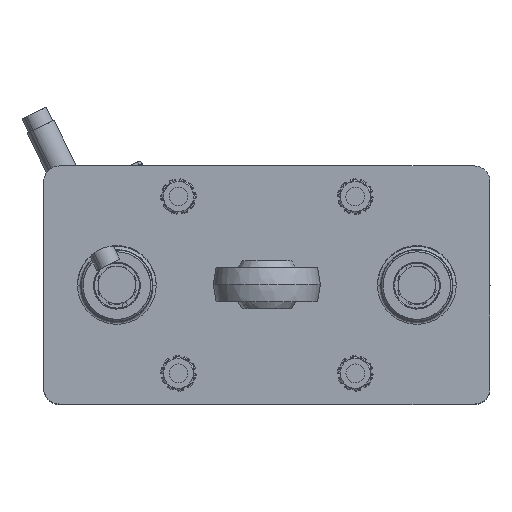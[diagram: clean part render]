
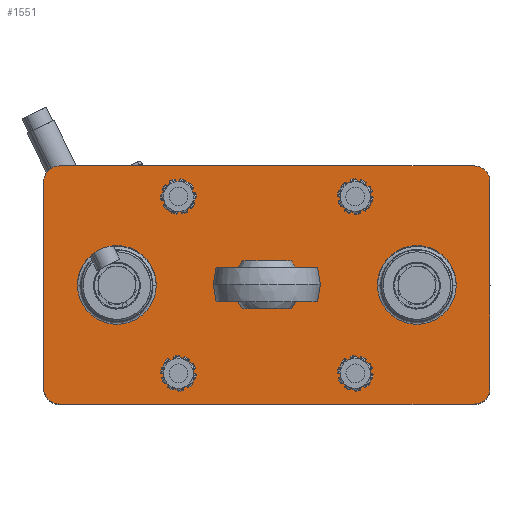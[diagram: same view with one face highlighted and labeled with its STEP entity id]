
A CAD part, front view. The second image highlights one B-rep face of the part: STEP entity #1551.
In plain terms, the highlighted planar face has unit normal (0, -1, 0.001).
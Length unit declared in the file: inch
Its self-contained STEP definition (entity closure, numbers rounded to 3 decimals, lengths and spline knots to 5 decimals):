
#1551=ADVANCED_FACE('',(#3629,#2706,#2707),#35536,.T.);
#2706=FACE_BOUND('',#5637,.T.);
#2707=FACE_BOUND('',#5638,.T.);
#3629=FACE_OUTER_BOUND('',#5636,.T.);
#5636=EDGE_LOOP('',(#11262,#11263,#11264,#11265,#11266,#11267,#11268,#11269));
#5637=EDGE_LOOP('',(#11270,#11271));
#5638=EDGE_LOOP('',(#11272,#11273));
#11262=ORIENTED_EDGE('',*,*,#19301,.F.);
#11263=ORIENTED_EDGE('',*,*,#19302,.F.);
#11264=ORIENTED_EDGE('',*,*,#19303,.F.);
#11265=ORIENTED_EDGE('',*,*,#19304,.F.);
#11266=ORIENTED_EDGE('',*,*,#19305,.F.);
#11267=ORIENTED_EDGE('',*,*,#19306,.F.);
#11268=ORIENTED_EDGE('',*,*,#19307,.F.);
#11269=ORIENTED_EDGE('',*,*,#19308,.F.);
#11270=ORIENTED_EDGE('',*,*,#19309,.T.);
#11271=ORIENTED_EDGE('',*,*,#19310,.T.);
#11272=ORIENTED_EDGE('',*,*,#19311,.T.);
#11273=ORIENTED_EDGE('',*,*,#19312,.T.);
#19301=EDGE_CURVE('',#31693,#31694,#27477,.T.);
#19302=EDGE_CURVE('',#31695,#31693,#24286,.T.);
#19303=EDGE_CURVE('',#31696,#31695,#27478,.T.);
#19304=EDGE_CURVE('',#31697,#31696,#24287,.T.);
#19305=EDGE_CURVE('',#31698,#31697,#27479,.T.);
#19306=EDGE_CURVE('',#31699,#31698,#24288,.T.);
#19307=EDGE_CURVE('',#31700,#31699,#27480,.T.);
#19308=EDGE_CURVE('',#31694,#31700,#24289,.T.);
#19309=EDGE_CURVE('',#31701,#31702,#27481,.T.);
#19310=EDGE_CURVE('',#31702,#31701,#27482,.T.);
#19311=EDGE_CURVE('',#31703,#31704,#27483,.T.);
#19312=EDGE_CURVE('',#31704,#31703,#27484,.T.);
#24286=B_SPLINE_CURVE_WITH_KNOTS('',1,(#61740,#61741),.UNSPECIFIED.,.F.,
 .F.,(2,2),(0.,2.16535),.UNSPECIFIED.);
#24287=B_SPLINE_CURVE_WITH_KNOTS('',1,(#61745,#61746),.UNSPECIFIED.,.F.,
 .F.,(2,2),(0.,4.35039),.UNSPECIFIED.);
#24288=B_SPLINE_CURVE_WITH_KNOTS('',1,(#61750,#61751),.UNSPECIFIED.,.F.,
 .F.,(2,2),(0.,2.16535),.UNSPECIFIED.);
#24289=B_SPLINE_CURVE_WITH_KNOTS('',1,(#61755,#61756),.UNSPECIFIED.,.F.,
 .F.,(2,2),(0.,4.35039),.UNSPECIFIED.);
#27477=TRIMMED_CURVE($,#29230,(#61738),(#61739),.T.,.CARTESIAN.);
#27478=TRIMMED_CURVE($,#29231,(#61743),(#61744),.T.,.CARTESIAN.);
#27479=TRIMMED_CURVE($,#29232,(#61748),(#61749),.T.,.CARTESIAN.);
#27480=TRIMMED_CURVE($,#29233,(#61753),(#61754),.T.,.CARTESIAN.);
#27481=TRIMMED_CURVE($,#29234,(#61758),(#61759),.T.,.CARTESIAN.);
#27482=TRIMMED_CURVE($,#29235,(#61761),(#61762),.T.,.CARTESIAN.);
#27483=TRIMMED_CURVE($,#29236,(#61764),(#61765),.T.,.CARTESIAN.);
#27484=TRIMMED_CURVE($,#29237,(#61767),(#61768),.T.,.CARTESIAN.);
#29230=CIRCLE('',#37853,0.16732);
#29231=CIRCLE('',#37854,0.16732);
#29232=CIRCLE('',#37855,0.16732);
#29233=CIRCLE('',#37856,0.16732);
#29234=CIRCLE('',#37857,0.41339);
#29235=CIRCLE('',#37858,0.41339);
#29236=CIRCLE('',#37859,0.41339);
#29237=CIRCLE('',#37860,0.41339);
#31693=VERTEX_POINT('',#61713);
#31694=VERTEX_POINT('',#61714);
#31695=VERTEX_POINT('',#61715);
#31696=VERTEX_POINT('',#61716);
#31697=VERTEX_POINT('',#61717);
#31698=VERTEX_POINT('',#61718);
#31699=VERTEX_POINT('',#61719);
#31700=VERTEX_POINT('',#61720);
#31701=VERTEX_POINT('',#61721);
#31702=VERTEX_POINT('',#61722);
#31703=VERTEX_POINT('',#61723);
#31704=VERTEX_POINT('',#61724);
#35536=PLANE('',#37839);
#37839=AXIS2_PLACEMENT_3D('',#61699,#41809,$);
#37853=AXIS2_PLACEMENT_3D($,#61737,#41823,#41824);
#37854=AXIS2_PLACEMENT_3D($,#61742,#41825,#41826);
#37855=AXIS2_PLACEMENT_3D($,#61747,#41827,#41828);
#37856=AXIS2_PLACEMENT_3D($,#61752,#41829,#41830);
#37857=AXIS2_PLACEMENT_3D($,#61757,#41831,#41832);
#37858=AXIS2_PLACEMENT_3D($,#61760,#41833,#41834);
#37859=AXIS2_PLACEMENT_3D($,#61763,#41835,#41836);
#37860=AXIS2_PLACEMENT_3D($,#61766,#41837,#41838);
#41809=DIRECTION('',(0.,-1.,0.001));
#41823=DIRECTION('',(0.,1.,-0.001));
#41824=DIRECTION('',(1.,0.,0.));
#41825=DIRECTION('',(0.,1.,-0.001));
#41826=DIRECTION('',(0.,0.001,1.));
#41827=DIRECTION('',(0.,1.,-0.001));
#41828=DIRECTION('',(-1.,0.,0.));
#41829=DIRECTION('',(0.,1.,-0.001));
#41830=DIRECTION('',(0.,-0.001,-1.));
#41831=DIRECTION('',(0.,1.,-0.001));
#41832=DIRECTION('',(1.,0.,0.));
#41833=DIRECTION('',(0.,1.,-0.001));
#41834=DIRECTION('',(-1.,0.,0.));
#41835=DIRECTION('',(0.,1.,-0.001));
#41836=DIRECTION('',(1.,0.,0.));
#41837=DIRECTION('',(0.,1.,-0.001));
#41838=DIRECTION('',(-1.,0.,0.));
#61699=CARTESIAN_POINT('',(4.40786,-19.42837,-4.21154));
#61713=CARTESIAN_POINT('',(4.40786,-19.43082,-6.54422));
#61714=CARTESIAN_POINT('',(4.24054,-19.43099,-6.71154));
#61715=CARTESIAN_POINT('',(4.40786,-19.42854,-4.37886));
#61716=CARTESIAN_POINT('',(4.24054,-19.42837,-4.21154));
#61717=CARTESIAN_POINT('',(-0.10985,-19.42837,-4.21154));
#61718=CARTESIAN_POINT('',(-0.27718,-19.42854,-4.37886));
#61719=CARTESIAN_POINT('',(-0.27718,-19.43082,-6.54422));
#61720=CARTESIAN_POINT('',(-0.10985,-19.43099,-6.71154));
#61721=CARTESIAN_POINT('',(4.05353,-19.42968,-5.46154));
#61722=CARTESIAN_POINT('',(3.22676,-19.42968,-5.46154));
#61723=CARTESIAN_POINT('',(0.90393,-19.42968,-5.46154));
#61724=CARTESIAN_POINT('',(0.07715,-19.42968,-5.46154));
#61737=CARTESIAN_POINT('',(4.24054,-19.43082,-6.54422));
#61738=CARTESIAN_POINT('',(4.40786,-19.43082,-6.54422));
#61739=CARTESIAN_POINT('',(4.24054,-19.43099,-6.71154));
#61740=CARTESIAN_POINT('',(4.40786,-19.42854,-4.37886));
#61741=CARTESIAN_POINT('',(4.40786,-19.43082,-6.54422));
#61742=CARTESIAN_POINT('',(4.24054,-19.42854,-4.37886));
#61743=CARTESIAN_POINT('',(4.24054,-19.42837,-4.21154));
#61744=CARTESIAN_POINT('',(4.40786,-19.42854,-4.37886));
#61745=CARTESIAN_POINT('',(-0.10985,-19.42837,-4.21154));
#61746=CARTESIAN_POINT('',(4.24054,-19.42837,-4.21154));
#61747=CARTESIAN_POINT('',(-0.10985,-19.42854,-4.37886));
#61748=CARTESIAN_POINT('',(-0.27718,-19.42854,-4.37886));
#61749=CARTESIAN_POINT('',(-0.10985,-19.42837,-4.21154));
#61750=CARTESIAN_POINT('',(-0.27718,-19.43082,-6.54422));
#61751=CARTESIAN_POINT('',(-0.27718,-19.42854,-4.37886));
#61752=CARTESIAN_POINT('',(-0.10985,-19.43082,-6.54422));
#61753=CARTESIAN_POINT('',(-0.10985,-19.43099,-6.71154));
#61754=CARTESIAN_POINT('',(-0.27718,-19.43082,-6.54422));
#61755=CARTESIAN_POINT('',(4.24054,-19.43099,-6.71154));
#61756=CARTESIAN_POINT('',(-0.10985,-19.43099,-6.71154));
#61757=CARTESIAN_POINT('',(3.64015,-19.42968,-5.46154));
#61758=CARTESIAN_POINT('',(4.05353,-19.42968,-5.46154));
#61759=CARTESIAN_POINT('',(3.22676,-19.42968,-5.46154));
#61760=CARTESIAN_POINT('',(3.64015,-19.42968,-5.46154));
#61761=CARTESIAN_POINT('',(3.22676,-19.42968,-5.46154));
#61762=CARTESIAN_POINT('',(4.05353,-19.42968,-5.46154));
#61763=CARTESIAN_POINT('',(0.49054,-19.42968,-5.46154));
#61764=CARTESIAN_POINT('',(0.90393,-19.42968,-5.46154));
#61765=CARTESIAN_POINT('',(0.07715,-19.42968,-5.46154));
#61766=CARTESIAN_POINT('',(0.49054,-19.42968,-5.46154));
#61767=CARTESIAN_POINT('',(0.07715,-19.42968,-5.46154));
#61768=CARTESIAN_POINT('',(0.90393,-19.42968,-5.46154));
